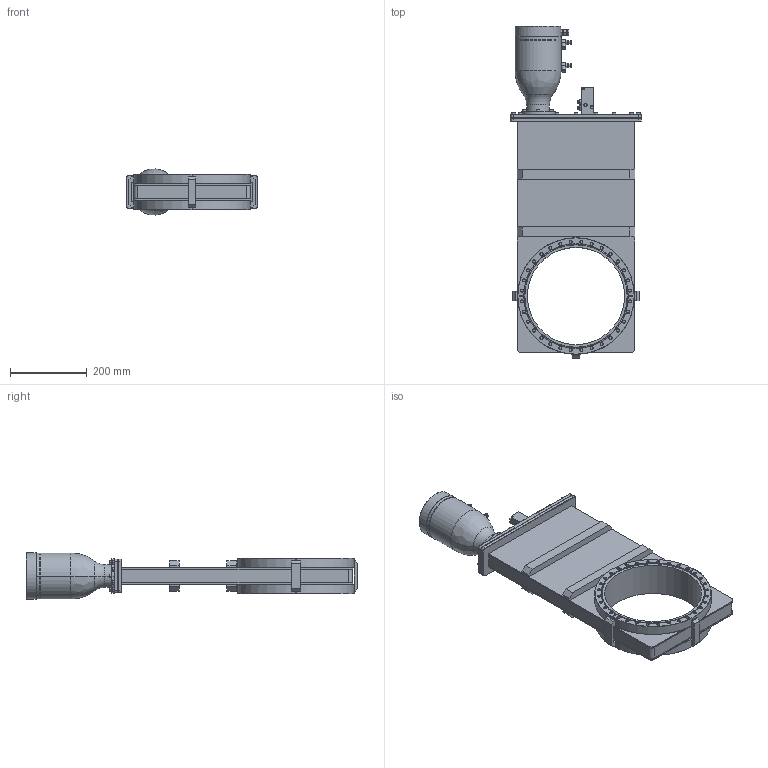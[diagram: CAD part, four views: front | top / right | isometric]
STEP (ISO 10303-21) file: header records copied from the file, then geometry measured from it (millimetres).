
FILE_DESCRIPTION((''),'2;1');
FILE_NAME('11212-1000R','2011-02-09T',('jd'),(''),'PRO/ENGINEER BY PARAMETRIC TECHNOLOGY CORPORATION, 2010280','PRO/ENGINEER BY PARAMETRIC TECHNOLOGY CORPORATION, 2010280','');
FILE_SCHEMA(('CONFIG_CONTROL_DESIGN'));
Length unit declared in the file: inch
Products named in the file (1): 11212-1000R
Bounding box: 341.4 x 867.26 x 120.26 mm (x, y, z)
Volume: 9964125.5 mm3; surface area: 775604.2 mm2
Topology: 4 solids, 70 shells, 1279 faces, 2949 edges, 1894 vertices
Faces by surface type: plane 577, cylinder 408, cone 264, torus 28, bspline 2
Entity records: 37546 total; most frequent: CARTESIAN_POINT 8167, DIRECTION 6355, ORIENTED_EDGE 5634, EDGE_CURVE 2949, AXIS2_PLACEMENT_3D 2432, VERTEX_POINT 1894, EDGE_LOOP 1497, VECTOR 1491
